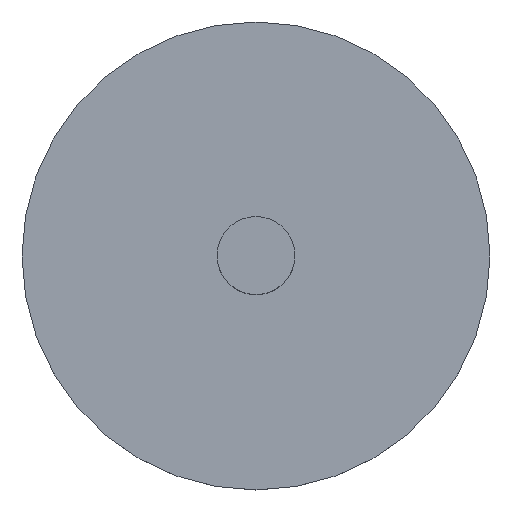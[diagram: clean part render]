
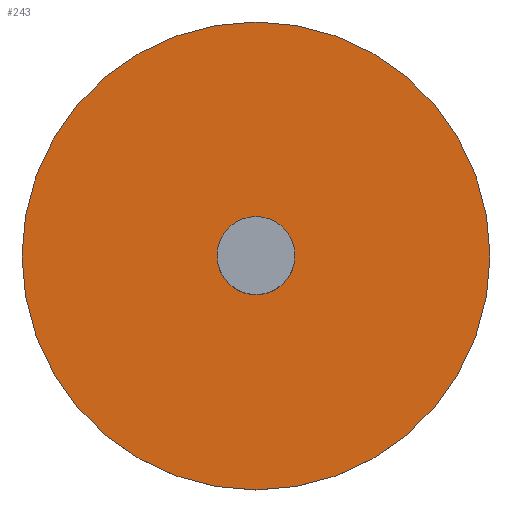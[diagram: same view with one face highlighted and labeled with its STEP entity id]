
A CAD part, top view. The second image highlights one B-rep face of the part: STEP entity #243.
In plain terms, the highlighted planar face has unit normal (0, 0, 1).
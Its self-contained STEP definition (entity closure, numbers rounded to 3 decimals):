
#178=CARTESIAN_POINT('Vertex',(76.2,0.,5.08)) ;
#192=CARTESIAN_POINT('Vertex',(-76.2,0.,5.08)) ;
#195=CARTESIAN_POINT('Axis2P3D Location',(0.,0.,5.08)) ;
#212=CARTESIAN_POINT('Axis2P3D Location',(0.,0.,5.08)) ;
#234=CARTESIAN_POINT('Axis2P3D Location',(0.,0.,5.08)) ;
#196=DIRECTION('Axis2P3D Direction',(0.,0.,1.)) ;
#213=DIRECTION('Axis2P3D Direction',(0.,0.,1.)) ;
#235=DIRECTION('Axis2P3D Direction',(0.,0.,1.)) ;
#236=DIRECTION('Axis2P3D XDirection',(1.,0.,0.)) ;
#197=AXIS2_PLACEMENT_3D('Circle Axis2P3D',#195,#196,$) ;
#214=AXIS2_PLACEMENT_3D('Circle Axis2P3D',#212,#213,$) ;
#237=AXIS2_PLACEMENT_3D('Plane Axis2P3D',#234,#235,#236) ;
#240=ORIENTED_EDGE('',*,*,#199,.T.) ;
#241=ORIENTED_EDGE('',*,*,#216,.T.) ;
#243=ADVANCED_FACE('PartBody',(#242),#238,.T.) ;
#198=CIRCLE('generated circle',#197,76.2) ;
#215=CIRCLE('generated circle',#214,76.2) ;
#199=EDGE_CURVE('',#179,#193,#198,.T.) ;
#216=EDGE_CURVE('',#193,#179,#215,.T.) ;
#239=EDGE_LOOP('',(#240,#241)) ;
#242=FACE_OUTER_BOUND('',#239,.T.) ;
#238=PLANE('',#237) ;
#179=VERTEX_POINT('',#178) ;
#193=VERTEX_POINT('',#192) ;
